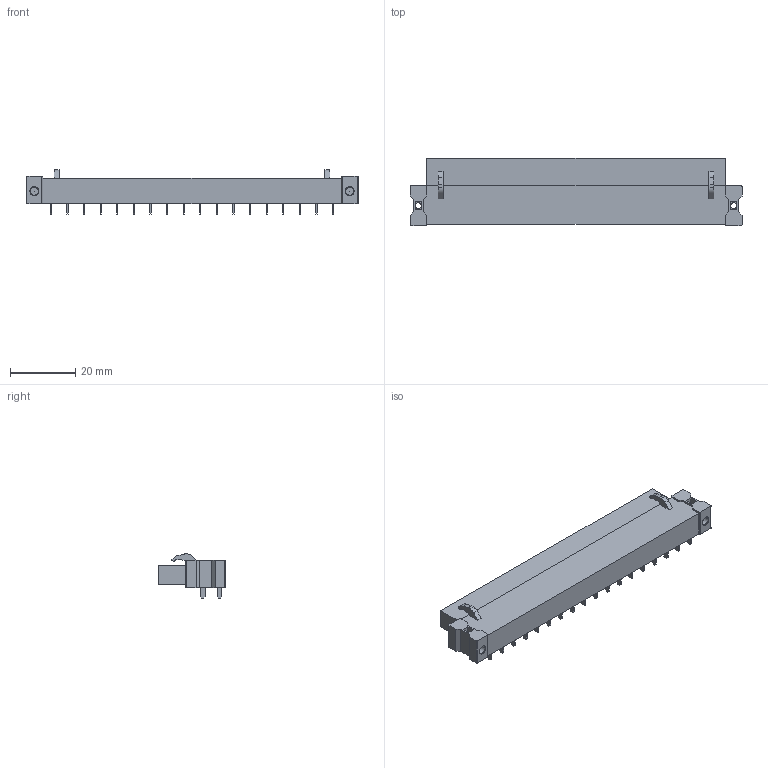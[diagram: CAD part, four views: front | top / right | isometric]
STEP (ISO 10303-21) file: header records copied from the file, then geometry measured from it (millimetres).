
FILE_DESCRIPTION(('CATIA V5 STEP','CAx-IF Rec.Pracs.--- Model Styling and Organization---1.2---2011-12-15'),'2;1');
FILE_NAME ('D1457331_0_1843910000_1843910000.stp','2018-09-01T03:07:11+00:00',('none'),('Weidmueller'),'CATIA Version 5-6 Release 2014','CATIA V5 STEP AP214','none');
FILE_SCHEMA(('AUTOMOTIVE_DESIGN { 1 0 10303 214 1 1 1 1 }'));
Length unit declared in the file: millimetre
Products named in the file (1): 1843910000
Bounding box: 101.6 x 20.65 x 13.48 mm (x, y, z)
Volume: 13672.2 mm3; surface area: 6936.8 mm2
Topology: 37 solids, 37 shells, 654 faces, 1538 edges, 1022 vertices
Faces by surface type: plane 568, cone 44, cylinder 42
Entity records: 16854 total; most frequent: ORIENTED_EDGE 3076, CARTESIAN_POINT 2918, DIRECTION 2252, EDGE_CURVE 1538, VECTOR 1374, LINE 1374, VERTEX_POINT 1022, EDGE_LOOP 730
